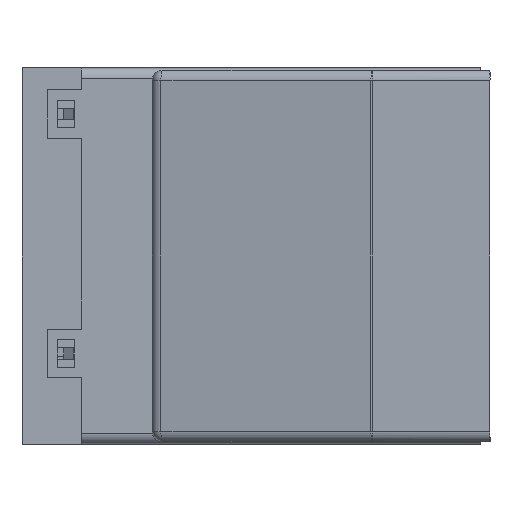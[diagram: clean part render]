
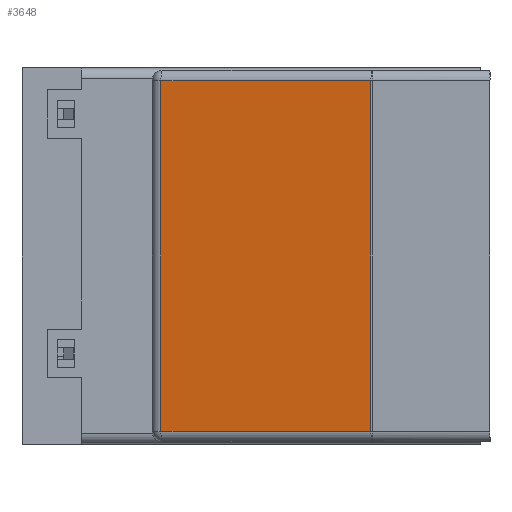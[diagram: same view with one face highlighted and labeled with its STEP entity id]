
A CAD part, front view. The second image highlights one B-rep face of the part: STEP entity #3648.
In plain terms, the highlighted planar face has unit normal (-0.166, -0.986, 0).
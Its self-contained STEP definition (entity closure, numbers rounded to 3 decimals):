
#248 = ORIENTED_EDGE ( 'NONE', *, *, #1436, .T. ) ;
#1053 = CARTESIAN_POINT ( 'NONE',  ( 28.058, -49.039, 94.1 ) ) ;
#1183 = DIRECTION ( 'NONE',  ( 0.166, 0.986, 0. ) ) ;
#1436 = EDGE_CURVE ( 'NONE', #9476, #5118, #5565, .T. ) ;
#1677 = ORIENTED_EDGE ( 'NONE', *, *, #4808, .T. ) ;
#1923 = ORIENTED_EDGE ( 'NONE', *, *, #7083, .T. ) ;
#2058 = CARTESIAN_POINT ( 'NONE',  ( 58.209, -54.112, 144.5 ) ) ;
#2199 = EDGE_LOOP ( 'NONE', ( #1923, #248, #1677, #5387 ) ) ;
#2681 = CARTESIAN_POINT ( 'NONE',  ( 58.209, -54.112, 92.6 ) ) ;
#2706 = EDGE_CURVE ( 'NONE', #5897, #6177, #4925, .T. ) ;
#2927 = PLANE ( 'NONE',  #5953 ) ;
#3191 = DIRECTION ( 'NONE',  ( 0., 0., -1. ) ) ;
#3210 = CARTESIAN_POINT ( 'NONE',  ( 28.058, -49.039, 144.5 ) ) ;
#3296 = FACE_OUTER_BOUND ( 'NONE', #2199, .T. ) ;
#3380 = DIRECTION ( 'NONE',  ( -0.986, 0.166, 0. ) ) ;
#3596 = CARTESIAN_POINT ( 'NONE',  ( 58.209, -54.112, 94.1 ) ) ;
#3648 = ADVANCED_FACE ( 'NONE', ( #3296 ), #2927, .F. ) ;
#3885 = VECTOR ( 'NONE', #3191, 1000. ) ;
#4352 = CARTESIAN_POINT ( 'NONE',  ( 26.807, -48.829, 94.1 ) ) ;
#4808 = EDGE_CURVE ( 'NONE', #5118, #5897, #7352, .T. ) ;
#4925 = LINE ( 'NONE', #7454, #3885 ) ;
#5050 = VECTOR ( 'NONE', #3380, 1000. ) ;
#5118 = VERTEX_POINT ( 'NONE', #2058 ) ;
#5348 = LINE ( 'NONE', #4352, #9917 ) ;
#5387 = ORIENTED_EDGE ( 'NONE', *, *, #2706, .T. ) ;
#5565 = LINE ( 'NONE', #2681, #9854 ) ;
#5897 = VERTEX_POINT ( 'NONE', #3210 ) ;
#5953 = AXIS2_PLACEMENT_3D ( 'NONE', #6368, #1183, #7222 ) ;
#6177 = VERTEX_POINT ( 'NONE', #1053 ) ;
#6368 = CARTESIAN_POINT ( 'NONE',  ( 26.807, -48.829, 92.6 ) ) ;
#7083 = EDGE_CURVE ( 'NONE', #6177, #9476, #5348, .T. ) ;
#7222 = DIRECTION ( 'NONE',  ( 0.986, -0.166, 0. ) ) ;
#7352 = LINE ( 'NONE', #10191, #5050 ) ;
#7454 = CARTESIAN_POINT ( 'NONE',  ( 28.058, -49.039, 92.6 ) ) ;
#9476 = VERTEX_POINT ( 'NONE', #3596 ) ;
#9854 = VECTOR ( 'NONE', #10598, 1000. ) ;
#9917 = VECTOR ( 'NONE', #11185, 1000. ) ;
#10191 = CARTESIAN_POINT ( 'NONE',  ( 26.807, -48.829, 144.5 ) ) ;
#10598 = DIRECTION ( 'NONE',  ( 0., 0., 1. ) ) ;
#11185 = DIRECTION ( 'NONE',  ( 0.986, -0.166, 0. ) ) ;
